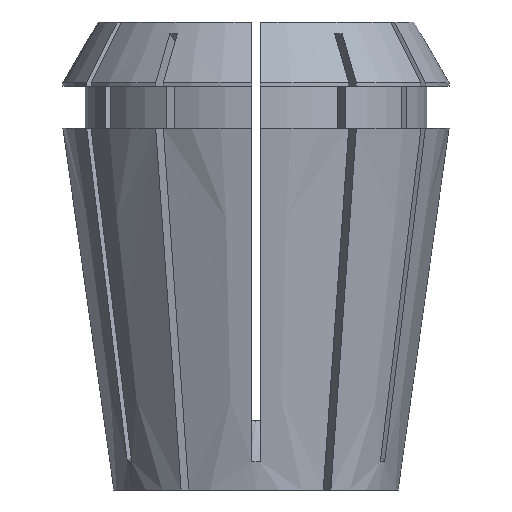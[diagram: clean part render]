
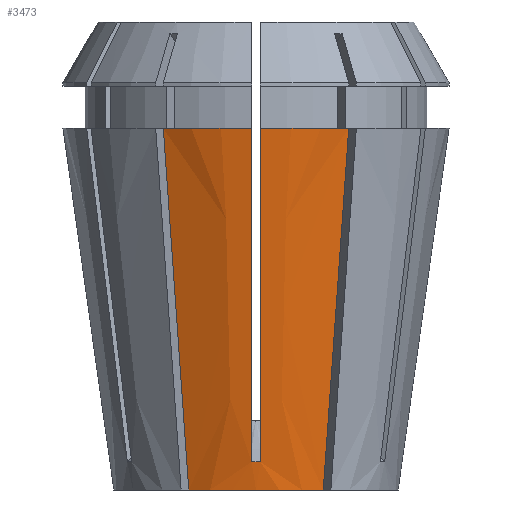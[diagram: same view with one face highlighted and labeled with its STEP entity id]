
A CAD part, left-side view. The second image highlights one B-rep face of the part: STEP entity #3473.
In plain terms, the highlighted conical face has half-angle 8 degrees and reference radius 12.158 mm.
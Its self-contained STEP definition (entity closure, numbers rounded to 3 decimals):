
#61 = CARTESIAN_POINT ( 'NONE',  ( -10.711, 5.751, 0. ) ) ;
#140 = CARTESIAN_POINT ( 'NONE',  ( -14.07, -7.69, 27.587 ) ) ;
#179 = EDGE_CURVE ( 'NONE', #2597, #881, #1740, .T. ) ;
#181 = VERTEX_POINT ( 'NONE', #3923 ) ;
#195 = ORIENTED_EDGE ( 'NONE', *, *, #4008, .F. ) ;
#197 = CARTESIAN_POINT ( 'NONE',  ( -11.18, 6.022, 3.852 ) ) ;
#214 = AXIS2_PLACEMENT_3D ( 'NONE', #1937, #742, #2957 ) ;
#246 = CARTESIAN_POINT ( 'NONE',  ( -16.496, 0.375, 30.9 ) ) ;
#274 = CARTESIAN_POINT ( 'NONE',  ( -16.029, -0.375, 27.581 ) ) ;
#389 = B_SPLINE_CURVE_WITH_KNOTS ( 'NONE', 3,
 ( #936, #878, #274, #2145, #2115, #3147, #2466, #2812, #2166, #1231 ),
 .UNSPECIFIED., .F., .F.,
 ( 4, 3, 3, 4 ),
 ( 0.064, 0.069, 0.091, 0.093 ),
 .UNSPECIFIED. ) ;
#423 = ORIENTED_EDGE ( 'NONE', *, *, #456, .T. ) ;
#456 = EDGE_CURVE ( 'NONE', #2304, #1192, #2318, .T. ) ;
#481 = CARTESIAN_POINT ( 'NONE',  ( -11.18, -6.022, 3.852 ) ) ;
#500 = B_SPLINE_CURVE_WITH_KNOTS ( 'NONE', 3,
 ( #2654, #3945, #140, #3712, #593, #3122, #481, #2696, #1803, #1791 ),
 .UNSPECIFIED., .F., .F.,
 ( 4, 3, 3, 4 ),
 ( 0.064, 0.069, 0.091, 0.095 ),
 .UNSPECIFIED. ) ;
#532 = CARTESIAN_POINT ( 'NONE',  ( -13.868, 7.574, 25.93 ) ) ;
#562 = CARTESIAN_POINT ( 'NONE',  ( -12.49, 0.375, 2.404 ) ) ;
#563 = ORIENTED_EDGE ( 'NONE', *, *, #179, .F. ) ;
#564 = CARTESIAN_POINT ( 'NONE',  ( -16.496, 0.375, 30.9 ) ) ;
#586 = CARTESIAN_POINT ( 'NONE',  ( -14.762, 0.375, 18.563 ) ) ;
#593 = CARTESIAN_POINT ( 'NONE',  ( -12.972, -7.057, 18.571 ) ) ;
#742 = DIRECTION ( 'NONE',  ( 0., 0., -1. ) ) ;
#848 = CARTESIAN_POINT ( 'NONE',  ( -11.024, 5.932, 2.568 ) ) ;
#863 = ORIENTED_EDGE ( 'NONE', *, *, #3216, .T. ) ;
#878 = CARTESIAN_POINT ( 'NONE',  ( -16.263, -0.375, 29.24 ) ) ;
#881 = VERTEX_POINT ( 'NONE', #1910 ) ;
#885 = CARTESIAN_POINT ( 'NONE',  ( -15.796, 0.375, 25.921 ) ) ;
#936 = CARTESIAN_POINT ( 'NONE',  ( -16.496, -0.375, 30.9 ) ) ;
#972 = CARTESIAN_POINT ( 'NONE',  ( -14.474, 7.923, 30.9 ) ) ;
#1047 = ORIENTED_EDGE ( 'NONE', *, *, #1728, .F. ) ;
#1126 = CARTESIAN_POINT ( 'NONE',  ( -14.474, 7.923, 30.9 ) ) ;
#1142 = CARTESIAN_POINT ( 'NONE',  ( -10.868, 5.841, 1.284 ) ) ;
#1146 = DIRECTION ( 'NONE',  ( 1., 0., 0. ) ) ;
#1149 = CARTESIAN_POINT ( 'NONE',  ( -14.07, 7.69, 27.587 ) ) ;
#1150 = AXIS2_PLACEMENT_3D ( 'NONE', #3962, #2627, #2316 ) ;
#1162 = CARTESIAN_POINT ( 'NONE',  ( -12.076, 6.539, 11.212 ) ) ;
#1177 = CIRCLE ( 'NONE', #214, 16.5 ) ;
#1192 = VERTEX_POINT ( 'NONE', #61 ) ;
#1195 = CARTESIAN_POINT ( 'NONE',  ( 0., 0., 0. ) ) ;
#1208 = CIRCLE ( 'NONE', #3326, 12.158 ) ;
#1231 = CARTESIAN_POINT ( 'NONE',  ( -12.49, -0.375, 2.404 ) ) ;
#1261 = ORIENTED_EDGE ( 'NONE', *, *, #3506, .T. ) ;
#1274 = B_SPLINE_CURVE_WITH_KNOTS ( 'NONE', 3,
 ( #246, #2471, #3726, #885, #586, #2755, #2769, #3129, #3100, #562 ),
 .UNSPECIFIED., .F., .F.,
 ( 4, 3, 3, 4 ),
 ( 0.064, 0.069, 0.091, 0.093 ),
 .UNSPECIFIED. ) ;
#1632 = EDGE_CURVE ( 'NONE', #3150, #2257, #3999, .T. ) ;
#1697 = DIRECTION ( 'NONE',  ( -1., 0., 0. ) ) ;
#1728 = EDGE_CURVE ( 'NONE', #3150, #181, #500, .T. ) ;
#1740 = B_SPLINE_CURVE_WITH_KNOTS ( 'NONE', 3,
 ( #2391, #3356, #2380, #3001 ),
 .UNSPECIFIED., .F., .F.,
 ( 4, 4 ),
 ( 0., 0.001 ),
 .UNSPECIFIED. ) ;
#1791 = CARTESIAN_POINT ( 'NONE',  ( -10.711, -5.751, 0. ) ) ;
#1803 = CARTESIAN_POINT ( 'NONE',  ( -10.868, -5.841, 1.284 ) ) ;
#1910 = CARTESIAN_POINT ( 'NONE',  ( -12.49, -0.375, 2.404 ) ) ;
#1937 = CARTESIAN_POINT ( 'NONE',  ( 0., 0., 30.9 ) ) ;
#2115 = CARTESIAN_POINT ( 'NONE',  ( -14.762, -0.375, 18.563 ) ) ;
#2131 = EDGE_CURVE ( 'NONE', #181, #1192, #1208, .T. ) ;
#2145 = CARTESIAN_POINT ( 'NONE',  ( -15.796, -0.375, 25.921 ) ) ;
#2166 = CARTESIAN_POINT ( 'NONE',  ( -12.557, -0.375, 2.884 ) ) ;
#2257 = VERTEX_POINT ( 'NONE', #2377 ) ;
#2304 = VERTEX_POINT ( 'NONE', #972 ) ;
#2316 = DIRECTION ( 'NONE',  ( -1., 0., 0. ) ) ;
#2318 = B_SPLINE_CURVE_WITH_KNOTS ( 'NONE', 3,
 ( #1126, #3049, #1149, #532, #2735, #1162, #197, #848, #1142, #3381 ),
 .UNSPECIFIED., .F., .F.,
 ( 4, 3, 3, 4 ),
 ( 0.064, 0.069, 0.091, 0.095 ),
 .UNSPECIFIED. ) ;
#2377 = CARTESIAN_POINT ( 'NONE',  ( -16.496, -0.375, 30.9 ) ) ;
#2380 = CARTESIAN_POINT ( 'NONE',  ( -12.497, -0.125, 2.399 ) ) ;
#2391 = CARTESIAN_POINT ( 'NONE',  ( -12.49, 0.375, 2.404 ) ) ;
#2466 = CARTESIAN_POINT ( 'NONE',  ( -12.692, -0.375, 3.845 ) ) ;
#2471 = CARTESIAN_POINT ( 'NONE',  ( -16.263, 0.375, 29.24 ) ) ;
#2597 = VERTEX_POINT ( 'NONE', #2949 ) ;
#2627 = DIRECTION ( 'NONE',  ( 0., 0., -1. ) ) ;
#2654 = CARTESIAN_POINT ( 'NONE',  ( -14.474, -7.923, 30.9 ) ) ;
#2696 = CARTESIAN_POINT ( 'NONE',  ( -11.024, -5.932, 2.568 ) ) ;
#2726 = ORIENTED_EDGE ( 'NONE', *, *, #1632, .T. ) ;
#2735 = CARTESIAN_POINT ( 'NONE',  ( -12.972, 7.057, 18.571 ) ) ;
#2743 = EDGE_LOOP ( 'NONE', ( #863, #423, #3869, #1047, #2726, #1261, #563, #195 ) ) ;
#2755 = CARTESIAN_POINT ( 'NONE',  ( -13.727, 0.375, 11.204 ) ) ;
#2769 = CARTESIAN_POINT ( 'NONE',  ( -12.692, 0.375, 3.845 ) ) ;
#2812 = CARTESIAN_POINT ( 'NONE',  ( -12.625, -0.375, 3.365 ) ) ;
#2949 = CARTESIAN_POINT ( 'NONE',  ( -12.49, 0.375, 2.404 ) ) ;
#2957 = DIRECTION ( 'NONE',  ( -1., 0., 0. ) ) ;
#3001 = CARTESIAN_POINT ( 'NONE',  ( -12.49, -0.375, 2.404 ) ) ;
#3049 = CARTESIAN_POINT ( 'NONE',  ( -14.272, 7.807, 29.243 ) ) ;
#3059 = DIRECTION ( 'NONE',  ( 0., 0., 1. ) ) ;
#3100 = CARTESIAN_POINT ( 'NONE',  ( -12.557, 0.375, 2.884 ) ) ;
#3122 = CARTESIAN_POINT ( 'NONE',  ( -12.076, -6.539, 11.212 ) ) ;
#3129 = CARTESIAN_POINT ( 'NONE',  ( -12.625, 0.375, 3.365 ) ) ;
#3147 = CARTESIAN_POINT ( 'NONE',  ( -13.727, -0.375, 11.204 ) ) ;
#3150 = VERTEX_POINT ( 'NONE', #3281 ) ;
#3216 = EDGE_CURVE ( 'NONE', #3456, #2304, #1177, .T. ) ;
#3281 = CARTESIAN_POINT ( 'NONE',  ( -14.474, -7.923, 30.9 ) ) ;
#3326 = AXIS2_PLACEMENT_3D ( 'NONE', #3950, #3611, #1697 ) ;
#3356 = CARTESIAN_POINT ( 'NONE',  ( -12.497, 0.125, 2.399 ) ) ;
#3377 = AXIS2_PLACEMENT_3D ( 'NONE', #1195, #3059, #1146 ) ;
#3381 = CARTESIAN_POINT ( 'NONE',  ( -10.711, 5.751, 0. ) ) ;
#3456 = VERTEX_POINT ( 'NONE', #564 ) ;
#3473 = ADVANCED_FACE ( 'NONE', ( #3811 ), #3666, .T. ) ;
#3506 = EDGE_CURVE ( 'NONE', #2257, #881, #389, .T. ) ;
#3611 = DIRECTION ( 'NONE',  ( 0., 0., -1. ) ) ;
#3666 = CONICAL_SURFACE ( 'NONE', #3377, 12.158, 0.14 ) ;
#3712 = CARTESIAN_POINT ( 'NONE',  ( -13.868, -7.574, 25.93 ) ) ;
#3726 = CARTESIAN_POINT ( 'NONE',  ( -16.029, 0.375, 27.581 ) ) ;
#3811 = FACE_OUTER_BOUND ( 'NONE', #2743, .T. ) ;
#3869 = ORIENTED_EDGE ( 'NONE', *, *, #2131, .F. ) ;
#3923 = CARTESIAN_POINT ( 'NONE',  ( -10.711, -5.751, 0. ) ) ;
#3945 = CARTESIAN_POINT ( 'NONE',  ( -14.272, -7.807, 29.243 ) ) ;
#3950 = CARTESIAN_POINT ( 'NONE',  ( 0., 0., 0. ) ) ;
#3962 = CARTESIAN_POINT ( 'NONE',  ( 0., 0., 30.9 ) ) ;
#3999 = CIRCLE ( 'NONE', #1150, 16.5 ) ;
#4008 = EDGE_CURVE ( 'NONE', #3456, #2597, #1274, .T. ) ;
